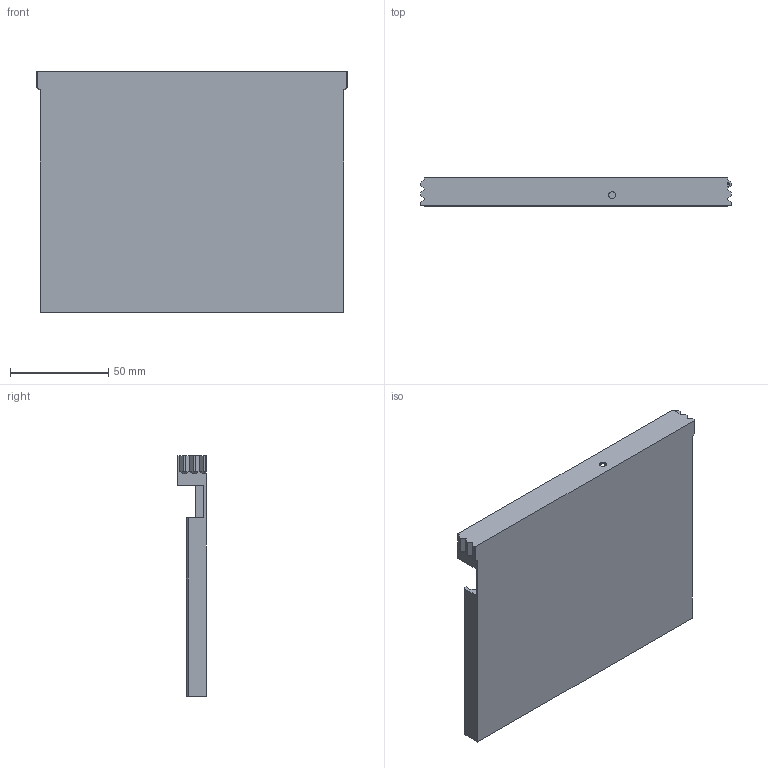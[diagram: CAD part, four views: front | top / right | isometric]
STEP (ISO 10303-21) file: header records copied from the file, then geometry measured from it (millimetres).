
FILE_DESCRIPTION (( 'STEP AP214' ), '1' );
FILE_NAME ('back.STEP', '2019-04-08T16:50:58', ( '' ), ( '' ), 'SwSTEP 2.0', 'SolidWorks 2018', '' );
FILE_SCHEMA (( 'AUTOMOTIVE_DESIGN' ));
Length unit declared in the file: millimetre
Products named in the file (1): back
Bounding box: 157.9 x 14.4 x 122.34 mm (x, y, z)
Volume: 33644.5 mm3; surface area: 51727.9 mm2
Topology: 2 solids, 2 shells, 243 faces, 666 edges, 434 vertices
Faces by surface type: plane 208, bspline 27, cylinder 6, cone 2
Entity records: 9272 total; most frequent: CARTESIAN_POINT 3219, ORIENTED_EDGE 1332, DIRECTION 1061, EDGE_CURVE 666, LINE 597, VECTOR 597, VERTEX_POINT 434, EDGE_LOOP 264
